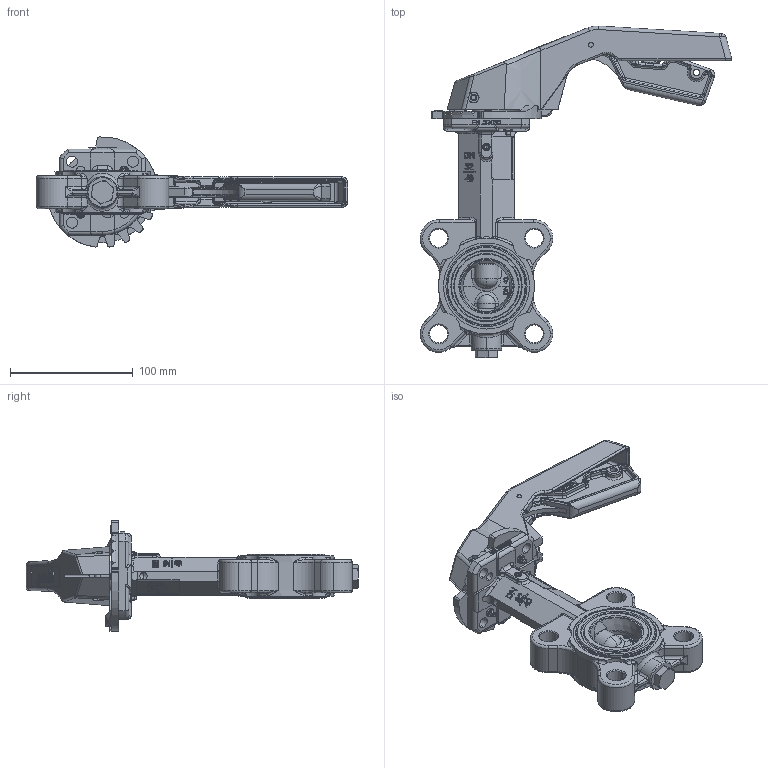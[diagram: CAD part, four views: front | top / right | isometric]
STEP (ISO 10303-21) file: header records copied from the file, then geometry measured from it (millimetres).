
FILE_DESCRIPTION (( 'STEP AP203' ), '1' );
FILE_NAME ('AK02_DN32-40.STEP', '2022-10-18T06:18:06', ( '' ), ( '' ), 'SwSTEP 2.0', 'SolidWorks 2021', '' );
FILE_SCHEMA (( 'CONFIG_CONTROL_DESIGN' ));
Length unit declared in the file: metre
Products named in the file (12): 01AM4 ABO_8; 01AM4 ABO_4; 01AM4 ABO_2; 01AM4 ABO_3; Handhebel_DN32 bis DN100; 01AM4 ABO_7; 01AM4 ABO_5; 01AM4 ABO_6; 01AM4 ABO; AK02_DN32-40; AK02_DN040_OH; 01AM4 ABO_9
Assembly tree (11 placements, depth 3):
  AK02_DN32-40
    AK02_DN040_OH
    Handhebel_DN32 bis DN100
      01AM4 ABO_4
      01AM4 ABO_7
      01AM4 ABO_6
      01AM4 ABO_8
      01AM4 ABO
      01AM4 ABO_5
      01AM4 ABO_9
      01AM4 ABO_2
      01AM4 ABO_3
Bounding box: 253.44 x 270.06 x 89.54 mm (x, y, z)
Volume: 498597 mm3; surface area: 144619.7 mm2
Topology: 10 solids, 12 shells, 2234 faces, 5668 edges, 3492 vertices
Faces by surface type: plane 750, cylinder 630, bspline 495, torus 219, cone 112, sphere 28
Entity records: 101744 total; most frequent: CARTESIAN_POINT 50555, ORIENTED_EDGE 11210, DIRECTION 9355, EDGE_CURVE 5605, VERTEX_POINT 3491, AXIS2_PLACEMENT_3D 3413, VECTOR 2529, LINE 2529
